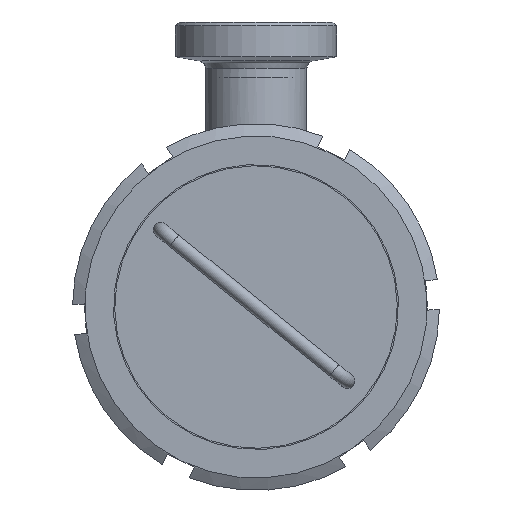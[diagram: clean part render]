
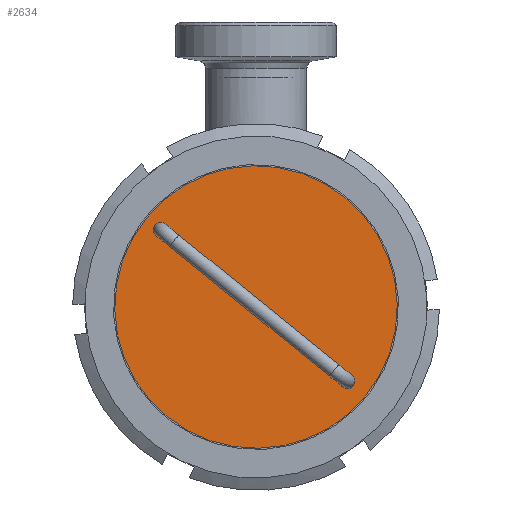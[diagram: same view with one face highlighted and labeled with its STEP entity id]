
A CAD part, left-side view. The second image highlights one B-rep face of the part: STEP entity #2634.
In plain terms, the highlighted planar face has unit normal (-1, 0, 0).
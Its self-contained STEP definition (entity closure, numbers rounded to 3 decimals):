
#2596=CARTESIAN_POINT('',(-226.,17.942,-22.144));
#2597=DIRECTION('',(-1.0,0.0,0.0));
#2598=DIRECTION('',(0.0,0.777,0.63));
#2599=AXIS2_PLACEMENT_3D('',#2596,#2597,#2598);
#2600=PLANE('',#2599);
#2601=CARTESIAN_POINT('',(-226.,35.883,-44.288));
#2602=VERTEX_POINT('',#2601);
#2603=CARTESIAN_POINT('',(-226.,0.,0.));
#2604=DIRECTION('',(-1.0,0.0,0.0));
#2605=DIRECTION('',(0.0,0.63,-0.777));
#2606=AXIS2_PLACEMENT_3D('',#2603,#2604,#2605);
#2607=CIRCLE('',#2606,57.0);
#2608=EDGE_CURVE('',#2602,#2602,#2607,.T.);
#2609=ORIENTED_EDGE('',*,*,#2608,.T.);
#2610=EDGE_LOOP('',(#2609));
#2611=FACE_OUTER_BOUND('',#2610,.T.);
#2612=CARTESIAN_POINT('',(-226.,40.791,33.05));
#2613=VERTEX_POINT('',#2612);
#2614=CARTESIAN_POINT('',(-226.,38.46,31.162));
#2615=DIRECTION('',(1.0,0.,0.));
#2616=DIRECTION('',(0.,-0.777,-0.63));
#2617=AXIS2_PLACEMENT_3D('',#2614,#2615,#2616);
#2618=CIRCLE('',#2617,3.);
#2619=EDGE_CURVE('',#2613,#2613,#2618,.T.);
#2620=ORIENTED_EDGE('',*,*,#2619,.T.);
#2621=EDGE_LOOP('',(#2620));
#2622=FACE_BOUND('',#2621,.T.);
#2623=CARTESIAN_POINT('',(-226.,-39.237,-31.791));
#2624=VERTEX_POINT('',#2623);
#2625=CARTESIAN_POINT('',(-226.,-36.906,-29.903));
#2626=DIRECTION('',(1.0,0.,0.));
#2627=DIRECTION('',(0.,0.777,0.63));
#2628=AXIS2_PLACEMENT_3D('',#2625,#2626,#2627);
#2629=CIRCLE('',#2628,3.);
#2630=EDGE_CURVE('',#2624,#2624,#2629,.T.);
#2631=ORIENTED_EDGE('',*,*,#2630,.T.);
#2632=EDGE_LOOP('',(#2631));
#2633=FACE_BOUND('',#2632,.T.);
#2634=ADVANCED_FACE('',(#2611,#2622,#2633),#2600,.T.);
